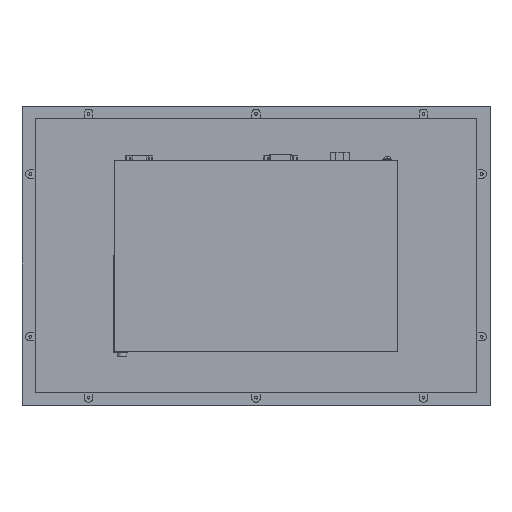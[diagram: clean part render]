
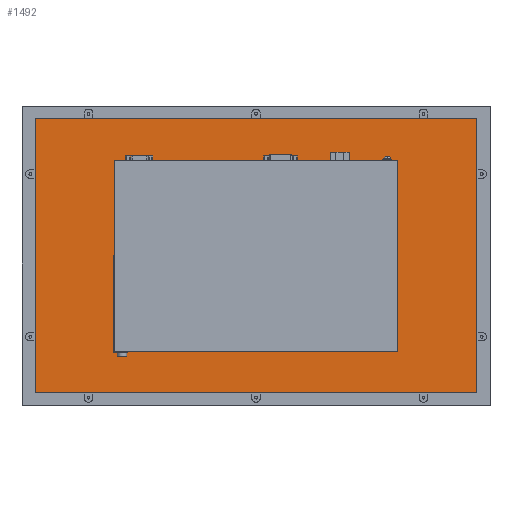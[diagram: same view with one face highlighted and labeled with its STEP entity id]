
A CAD part, top view. The second image highlights one B-rep face of the part: STEP entity #1492.
In plain terms, the highlighted planar face has unit normal (0, 0, 1).
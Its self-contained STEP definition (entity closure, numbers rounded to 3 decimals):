
#1479=AXIS2_PLACEMENT_3D('Plane Axis2P3D',#1476,#1477,#1478) ;
#1357=CARTESIAN_POINT('Vertex',(14.,308.,30.8)) ;
#1371=CARTESIAN_POINT('Vertex',(14.,13.,30.8)) ;
#1374=CARTESIAN_POINT('Line Origine',(14.,160.5,30.8)) ;
#1405=CARTESIAN_POINT('Vertex',(489.,308.,30.8)) ;
#1413=CARTESIAN_POINT('Line Origine',(251.5,308.,30.8)) ;
#1460=CARTESIAN_POINT('Vertex',(489.,13.,30.8)) ;
#1463=CARTESIAN_POINT('Line Origine',(251.5,13.,30.8)) ;
#1476=CARTESIAN_POINT('Axis2P3D Location',(0.,0.,30.8)) ;
#1481=CARTESIAN_POINT('Line Origine',(489.,160.5,30.8)) ;
#1375=DIRECTION('Vector Direction',(0.,-1.,0.)) ;
#1414=DIRECTION('Vector Direction',(1.,0.,0.)) ;
#1464=DIRECTION('Vector Direction',(-1.,0.,0.)) ;
#1477=DIRECTION('Axis2P3D Direction',(0.,0.,1.)) ;
#1478=DIRECTION('Axis2P3D XDirection',(1.,0.,0.)) ;
#1482=DIRECTION('Vector Direction',(0.,1.,0.)) ;
#1376=VECTOR('Line Direction',#1375,1.) ;
#1415=VECTOR('Line Direction',#1414,1.) ;
#1465=VECTOR('Line Direction',#1464,1.) ;
#1483=VECTOR('Line Direction',#1482,1.) ;
#1487=ORIENTED_EDGE('',*,*,#1378,.T.) ;
#1488=ORIENTED_EDGE('',*,*,#1467,.T.) ;
#1489=ORIENTED_EDGE('',*,*,#1485,.T.) ;
#1490=ORIENTED_EDGE('',*,*,#1417,.T.) ;
#1492=ADVANCED_FACE('Housing.1',(#1491),#1480,.T.) ;
#1378=EDGE_CURVE('',#1358,#1372,#1377,.T.) ;
#1417=EDGE_CURVE('',#1406,#1358,#1416,.F.) ;
#1467=EDGE_CURVE('',#1372,#1461,#1466,.F.) ;
#1485=EDGE_CURVE('',#1461,#1406,#1484,.T.) ;
#1486=EDGE_LOOP('',(#1487,#1488,#1489,#1490)) ;
#1491=FACE_OUTER_BOUND('',#1486,.T.) ;
#1377=LINE('Line',#1374,#1376) ;
#1416=LINE('Line',#1413,#1415) ;
#1466=LINE('Line',#1463,#1465) ;
#1484=LINE('Line',#1481,#1483) ;
#1480=PLANE('',#1479) ;
#1358=VERTEX_POINT('',#1357) ;
#1372=VERTEX_POINT('',#1371) ;
#1406=VERTEX_POINT('',#1405) ;
#1461=VERTEX_POINT('',#1460) ;
